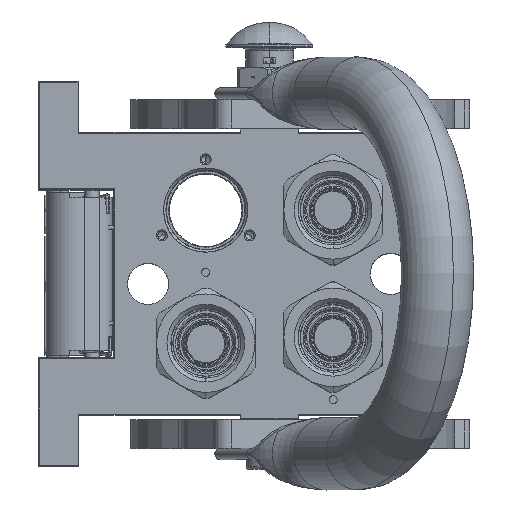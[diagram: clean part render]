
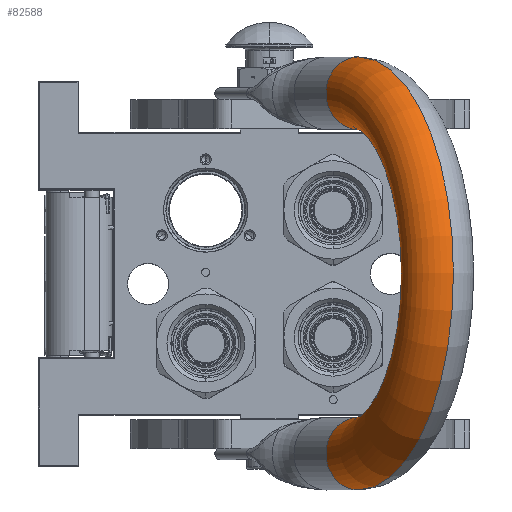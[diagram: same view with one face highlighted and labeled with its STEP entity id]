
A CAD part, top view. The second image highlights one B-rep face of the part: STEP entity #82588.
In plain terms, the highlighted toroidal (fillet/blend) face has major radius 62.25 mm and minor radius 12.5 mm.
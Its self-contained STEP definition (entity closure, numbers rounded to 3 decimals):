
#1483 = DIRECTION ( 'NONE',  ( -1., 0., 0. ) ) ;
#1964 = CARTESIAN_POINT ( 'NONE',  ( 62.25, 0., 25.25 ) ) ;
#11045 = AXIS2_PLACEMENT_3D ( 'NONE', #76577, #45730, #125741 ) ;
#17091 = CARTESIAN_POINT ( 'NONE',  ( 49.75, 0., 25.25 ) ) ;
#20068 = EDGE_LOOP ( 'NONE', ( #82447, #39982, #37872, #73243 ) ) ;
#20132 = DIRECTION ( 'NONE',  ( -1., 0., 0. ) ) ;
#20848 = DIRECTION ( 'NONE',  ( 1., 0., 0. ) ) ;
#31407 = AXIS2_PLACEMENT_3D ( 'NONE', #1964, #80413, #20848 ) ;
#33437 = EDGE_CURVE ( 'NONE', #65926, #64832, #56008, .T. ) ;
#33451 = AXIS2_PLACEMENT_3D ( 'NONE', #77971, #69353, #20132 ) ;
#34543 = DIRECTION ( 'NONE',  ( 0., 1., 0. ) ) ;
#37872 = ORIENTED_EDGE ( 'NONE', *, *, #54095, .F. ) ;
#37938 = CARTESIAN_POINT ( 'NONE',  ( -74.75, 0., 25.25 ) ) ;
#39982 = ORIENTED_EDGE ( 'NONE', *, *, #122988, .F. ) ;
#45730 = DIRECTION ( 'NONE',  ( 0., 0., 1. ) ) ;
#47435 = AXIS2_PLACEMENT_3D ( 'NONE', #123500, #34543, #92064 ) ;
#54095 = EDGE_CURVE ( 'NONE', #65926, #105143, #61136, .T. ) ;
#56008 = CIRCLE ( 'NONE', #11045, 12.5 ) ;
#61136 = CIRCLE ( 'NONE', #33451, 74.75 ) ;
#64832 = VERTEX_POINT ( 'NONE', #97884 ) ;
#65926 = VERTEX_POINT ( 'NONE', #37938 ) ;
#67554 = TOROIDAL_SURFACE ( 'NONE', #47435, 62.25, 12.5 ) ;
#69353 = DIRECTION ( 'NONE',  ( 0., 1., 0. ) ) ;
#73243 = ORIENTED_EDGE ( 'NONE', *, *, #33437, .T. ) ;
#76577 = CARTESIAN_POINT ( 'NONE',  ( -62.25, 0., 25.25 ) ) ;
#77971 = CARTESIAN_POINT ( 'NONE',  ( 0., 0., 25.25 ) ) ;
#78672 = CARTESIAN_POINT ( 'NONE',  ( 0., 0., 25.25 ) ) ;
#78864 = AXIS2_PLACEMENT_3D ( 'NONE', #78672, #118296, #1483 ) ;
#80413 = DIRECTION ( 'NONE',  ( 0., 0., -1. ) ) ;
#82447 = ORIENTED_EDGE ( 'NONE', *, *, #110902, .T. ) ;
#82588 = ADVANCED_FACE ( 'NONE', ( #119993 ), #67554, .T. ) ;
#83179 = CIRCLE ( 'NONE', #78864, 49.75 ) ;
#84167 = VERTEX_POINT ( 'NONE', #17091 ) ;
#92064 = DIRECTION ( 'NONE',  ( 1., 0., 0. ) ) ;
#97884 = CARTESIAN_POINT ( 'NONE',  ( -49.75, 0., 25.25 ) ) ;
#105143 = VERTEX_POINT ( 'NONE', #108695 ) ;
#108695 = CARTESIAN_POINT ( 'NONE',  ( 74.75, 0., 25.25 ) ) ;
#110902 = EDGE_CURVE ( 'NONE', #64832, #84167, #83179, .T. ) ;
#118296 = DIRECTION ( 'NONE',  ( 0., 1., 0. ) ) ;
#119993 = FACE_OUTER_BOUND ( 'NONE', #20068, .T. ) ;
#120290 = CIRCLE ( 'NONE', #31407, 12.5 ) ;
#122988 = EDGE_CURVE ( 'NONE', #105143, #84167, #120290, .T. ) ;
#123500 = CARTESIAN_POINT ( 'NONE',  ( 0., 0., 25.25 ) ) ;
#125741 = DIRECTION ( 'NONE',  ( -1., 0., 0. ) ) ;
